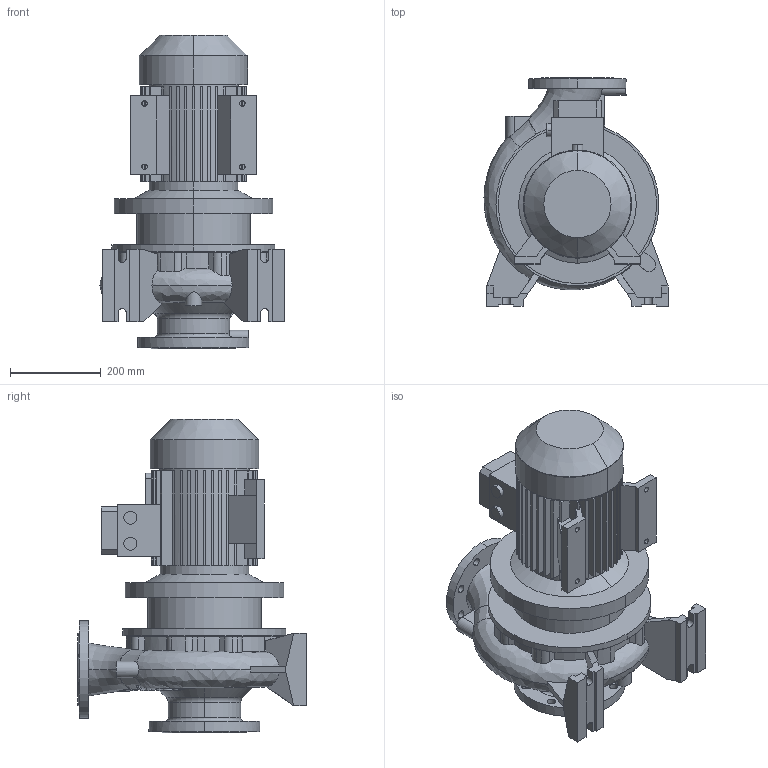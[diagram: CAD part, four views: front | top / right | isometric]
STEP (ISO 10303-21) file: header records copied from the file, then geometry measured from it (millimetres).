
FILE_DESCRIPTION (( 'STEP AP214' ), '1' );
FILE_NAME ('1ﾊﾌﾌ 125-100-250_132S4.STEP', '2019-03-05T06:00:45', ( '' ), ( '' ), 'SwSTEP 2.0', 'SolidWorks 2016', '' );
FILE_SCHEMA (( 'AUTOMOTIVE_DESIGN' ));
Length unit declared in the file: millimetre
Products named in the file (1): 1ﾊﾌﾌ 125-100-250_132S4
Bounding box: 406.35 x 505 x 693 mm (x, y, z)
Volume: 39183537.8 mm3; surface area: 1709044.8 mm2
Topology: 1 solids, 2 shells, 592 faces, 1698 edges, 1123 vertices
Faces by surface type: plane 344, cylinder 205, bspline 26, cone 14, torus 3
Entity records: 115943 total; most frequent: CARTESIAN_POINT 100527, ORIENTED_EDGE 3388, DIRECTION 2997, EDGE_CURVE 1694, VERTEX_POINT 1123, AXIS2_PLACEMENT_3D 1020, VECTOR 957, LINE 957
